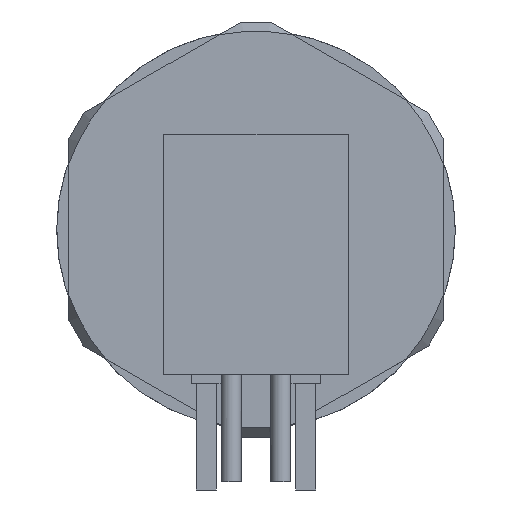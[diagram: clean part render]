
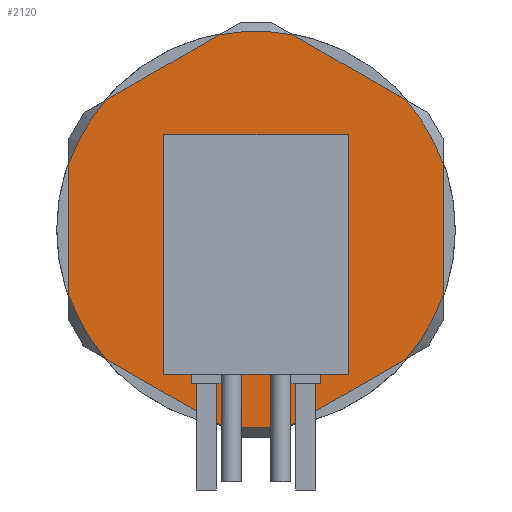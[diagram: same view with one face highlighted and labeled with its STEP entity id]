
A CAD part, front view. The second image highlights one B-rep face of the part: STEP entity #2120.
In plain terms, the highlighted planar face has unit normal (0, -1, 0).
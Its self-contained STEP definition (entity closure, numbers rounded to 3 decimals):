
#31=FACE_BOUND('',#2463,.T.);
#271=(
BOUNDED_CURVE()
B_SPLINE_CURVE(2,(#10422,#10423,#10424),.UNSPECIFIED.,.F.,.F.)
B_SPLINE_CURVE_WITH_KNOTS((3,3),(0.,1.879),.UNSPECIFIED.)
CURVE()
GEOMETRIC_REPRESENTATION_ITEM()
RATIONAL_B_SPLINE_CURVE((1.,0.983,1.))
REPRESENTATION_ITEM('')
);
#272=(
BOUNDED_CURVE()
B_SPLINE_CURVE(2,(#10427,#10428,#10429),.UNSPECIFIED.,.F.,.F.)
B_SPLINE_CURVE_WITH_KNOTS((3,3),(0.,1.879),.UNSPECIFIED.)
CURVE()
GEOMETRIC_REPRESENTATION_ITEM()
RATIONAL_B_SPLINE_CURVE((1.,0.983,1.))
REPRESENTATION_ITEM('')
);
#273=(
BOUNDED_CURVE()
B_SPLINE_CURVE(2,(#10432,#10433,#10434),.UNSPECIFIED.,.F.,.F.)
B_SPLINE_CURVE_WITH_KNOTS((3,3),(0.,1.879),.UNSPECIFIED.)
CURVE()
GEOMETRIC_REPRESENTATION_ITEM()
RATIONAL_B_SPLINE_CURVE((1.,0.983,1.))
REPRESENTATION_ITEM('')
);
#274=(
BOUNDED_CURVE()
B_SPLINE_CURVE(2,(#10437,#10438,#10439),.UNSPECIFIED.,.F.,.F.)
B_SPLINE_CURVE_WITH_KNOTS((3,3),(0.,1.879),.UNSPECIFIED.)
CURVE()
GEOMETRIC_REPRESENTATION_ITEM()
RATIONAL_B_SPLINE_CURVE((1.,0.983,1.))
REPRESENTATION_ITEM('')
);
#275=(
BOUNDED_CURVE()
B_SPLINE_CURVE(2,(#10442,#10443,#10444),.UNSPECIFIED.,.F.,.F.)
B_SPLINE_CURVE_WITH_KNOTS((3,3),(0.,1.879),.UNSPECIFIED.)
CURVE()
GEOMETRIC_REPRESENTATION_ITEM()
RATIONAL_B_SPLINE_CURVE((1.,0.983,1.))
REPRESENTATION_ITEM('')
);
#276=(
BOUNDED_CURVE()
B_SPLINE_CURVE(2,(#10447,#10448,#10449),.UNSPECIFIED.,.F.,.F.)
B_SPLINE_CURVE_WITH_KNOTS((3,3),(0.,1.879),.UNSPECIFIED.)
CURVE()
GEOMETRIC_REPRESENTATION_ITEM()
RATIONAL_B_SPLINE_CURVE((1.,0.983,1.))
REPRESENTATION_ITEM('')
);
#277=(
BOUNDED_CURVE()
B_SPLINE_CURVE(2,(#10452,#10453,#10454,#10455,#10456),.UNSPECIFIED.,.F.,
 .F.)
B_SPLINE_CURVE_WITH_KNOTS((3,2,3),(-7.383,-3.691,
0.),.UNSPECIFIED.)
CURVE()
GEOMETRIC_REPRESENTATION_ITEM()
RATIONAL_B_SPLINE_CURVE((1.,0.707,1.,0.707,1.))
REPRESENTATION_ITEM('')
);
#278=(
BOUNDED_CURVE()
B_SPLINE_CURVE(2,(#10457,#10458,#10459,#10460,#10461),.UNSPECIFIED.,.F.,
 .F.)
B_SPLINE_CURVE_WITH_KNOTS((3,2,3),(-14.765,-11.074,-7.383),
 .UNSPECIFIED.)
CURVE()
GEOMETRIC_REPRESENTATION_ITEM()
RATIONAL_B_SPLINE_CURVE((1.,0.707,1.,0.707,1.))
REPRESENTATION_ITEM('')
);
#2120=ADVANCED_FACE('',(#2283,#31),#5401,.T.);
#2283=FACE_OUTER_BOUND('',#2462,.T.);
#2462=EDGE_LOOP('',(#3242,#3243,#3244,#3245,#3246,#3247,#3248,#3249,#3250,
#3251,#3252,#3253));
#2463=EDGE_LOOP('',(#3254,#3255));
#3242=ORIENTED_EDGE('',*,*,#4023,.F.);
#3243=ORIENTED_EDGE('',*,*,#4024,.F.);
#3244=ORIENTED_EDGE('',*,*,#4025,.F.);
#3245=ORIENTED_EDGE('',*,*,#4026,.F.);
#3246=ORIENTED_EDGE('',*,*,#4027,.F.);
#3247=ORIENTED_EDGE('',*,*,#4028,.F.);
#3248=ORIENTED_EDGE('',*,*,#4029,.F.);
#3249=ORIENTED_EDGE('',*,*,#4030,.F.);
#3250=ORIENTED_EDGE('',*,*,#4031,.F.);
#3251=ORIENTED_EDGE('',*,*,#4032,.F.);
#3252=ORIENTED_EDGE('',*,*,#4033,.F.);
#3253=ORIENTED_EDGE('',*,*,#4022,.F.);
#3254=ORIENTED_EDGE('',*,*,#4034,.F.);
#3255=ORIENTED_EDGE('',*,*,#4035,.F.);
#4022=EDGE_CURVE('',#5282,#5283,#271,.T.);
#4023=EDGE_CURVE('',#5284,#5282,#4562,.T.);
#4024=EDGE_CURVE('',#5285,#5284,#272,.T.);
#4025=EDGE_CURVE('',#5286,#5285,#4563,.T.);
#4026=EDGE_CURVE('',#5287,#5286,#273,.T.);
#4027=EDGE_CURVE('',#5288,#5287,#4564,.T.);
#4028=EDGE_CURVE('',#5289,#5288,#274,.T.);
#4029=EDGE_CURVE('',#5290,#5289,#4565,.T.);
#4030=EDGE_CURVE('',#5291,#5290,#275,.T.);
#4031=EDGE_CURVE('',#5292,#5291,#4566,.T.);
#4032=EDGE_CURVE('',#5293,#5292,#276,.T.);
#4033=EDGE_CURVE('',#5283,#5293,#4567,.T.);
#4034=EDGE_CURVE('',#5294,#5295,#277,.T.);
#4035=EDGE_CURVE('',#5295,#5294,#278,.T.);
#4562=B_SPLINE_CURVE_WITH_KNOTS('',1,(#10425,#10426),.UNSPECIFIED.,.F.,
 .F.,(2,2),(0.,3.345),.UNSPECIFIED.);
#4563=B_SPLINE_CURVE_WITH_KNOTS('',1,(#10430,#10431),.UNSPECIFIED.,.F.,
 .F.,(2,2),(0.,3.345),.UNSPECIFIED.);
#4564=B_SPLINE_CURVE_WITH_KNOTS('',1,(#10435,#10436),.UNSPECIFIED.,.F.,
 .F.,(2,2),(0.,3.345),.UNSPECIFIED.);
#4565=B_SPLINE_CURVE_WITH_KNOTS('',1,(#10440,#10441),.UNSPECIFIED.,.F.,
 .F.,(2,2),(0.,3.345),.UNSPECIFIED.);
#4566=B_SPLINE_CURVE_WITH_KNOTS('',1,(#10445,#10446),.UNSPECIFIED.,.F.,
 .F.,(2,2),(0.,3.345),.UNSPECIFIED.);
#4567=B_SPLINE_CURVE_WITH_KNOTS('',1,(#10450,#10451),.UNSPECIFIED.,.F.,
 .F.,(2,2),(0.,3.345),.UNSPECIFIED.);
#5282=VERTEX_POINT('',#10408);
#5283=VERTEX_POINT('',#10409);
#5284=VERTEX_POINT('',#10410);
#5285=VERTEX_POINT('',#10411);
#5286=VERTEX_POINT('',#10412);
#5287=VERTEX_POINT('',#10413);
#5288=VERTEX_POINT('',#10414);
#5289=VERTEX_POINT('',#10415);
#5290=VERTEX_POINT('',#10416);
#5291=VERTEX_POINT('',#10417);
#5292=VERTEX_POINT('',#10418);
#5293=VERTEX_POINT('',#10419);
#5294=VERTEX_POINT('',#10420);
#5295=VERTEX_POINT('',#10421);
#5401=PLANE('',#5523);
#5523=AXIS2_PLACEMENT_3D('',#10407,#5610,$);
#5610=DIRECTION('',(0.,-1.,0.));
#10407=CARTESIAN_POINT('',(-5.722,1.313,-6.17));
#10408=CARTESIAN_POINT('',(-0.934,1.313,4.963));
#10409=CARTESIAN_POINT('',(0.934,1.313,4.963));
#10410=CARTESIAN_POINT('',(-3.831,1.313,3.29));
#10411=CARTESIAN_POINT('',(-4.765,1.313,1.673));
#10412=CARTESIAN_POINT('',(-4.765,1.313,-1.673));
#10413=CARTESIAN_POINT('',(-3.831,1.313,-3.29));
#10414=CARTESIAN_POINT('',(-0.934,1.313,-4.963));
#10415=CARTESIAN_POINT('',(0.934,1.313,-4.963));
#10416=CARTESIAN_POINT('',(3.831,1.313,-3.29));
#10417=CARTESIAN_POINT('',(4.765,1.313,-1.673));
#10418=CARTESIAN_POINT('',(4.765,1.313,1.673));
#10419=CARTESIAN_POINT('',(3.831,1.313,3.29));
#10420=CARTESIAN_POINT('',(0.,1.313,-2.35));
#10421=CARTESIAN_POINT('',(0.,1.313,2.35));
#10422=CARTESIAN_POINT('',(-0.934,1.313,4.963));
#10423=CARTESIAN_POINT('',(0.,1.313,5.139));
#10424=CARTESIAN_POINT('',(0.934,1.313,4.963));
#10425=CARTESIAN_POINT('',(-3.831,1.313,3.29));
#10426=CARTESIAN_POINT('',(-0.934,1.313,4.963));
#10427=CARTESIAN_POINT('',(-4.765,1.313,1.673));
#10428=CARTESIAN_POINT('',(-4.45,1.313,2.569));
#10429=CARTESIAN_POINT('',(-3.831,1.313,3.29));
#10430=CARTESIAN_POINT('',(-4.765,1.313,-1.673));
#10431=CARTESIAN_POINT('',(-4.765,1.313,1.673));
#10432=CARTESIAN_POINT('',(-3.831,1.313,-3.29));
#10433=CARTESIAN_POINT('',(-4.45,1.313,-2.569));
#10434=CARTESIAN_POINT('',(-4.765,1.313,-1.673));
#10435=CARTESIAN_POINT('',(-0.934,1.313,-4.963));
#10436=CARTESIAN_POINT('',(-3.831,1.313,-3.29));
#10437=CARTESIAN_POINT('',(0.934,1.313,-4.963));
#10438=CARTESIAN_POINT('',(0.,1.313,-5.139));
#10439=CARTESIAN_POINT('',(-0.934,1.313,-4.963));
#10440=CARTESIAN_POINT('',(3.831,1.313,-3.29));
#10441=CARTESIAN_POINT('',(0.934,1.313,-4.963));
#10442=CARTESIAN_POINT('',(4.765,1.313,-1.673));
#10443=CARTESIAN_POINT('',(4.45,1.313,-2.569));
#10444=CARTESIAN_POINT('',(3.831,1.313,-3.29));
#10445=CARTESIAN_POINT('',(4.765,1.313,1.673));
#10446=CARTESIAN_POINT('',(4.765,1.313,-1.673));
#10447=CARTESIAN_POINT('',(3.831,1.313,3.29));
#10448=CARTESIAN_POINT('',(4.45,1.313,2.569));
#10449=CARTESIAN_POINT('',(4.765,1.313,1.673));
#10450=CARTESIAN_POINT('',(0.934,1.313,4.963));
#10451=CARTESIAN_POINT('',(3.831,1.313,3.29));
#10452=CARTESIAN_POINT('',(0.,1.313,-2.35));
#10453=CARTESIAN_POINT('',(2.35,1.313,-2.35));
#10454=CARTESIAN_POINT('',(2.35,1.313,0.));
#10455=CARTESIAN_POINT('',(2.35,1.313,2.35));
#10456=CARTESIAN_POINT('',(0.,1.313,2.35));
#10457=CARTESIAN_POINT('',(0.,1.313,2.35));
#10458=CARTESIAN_POINT('',(-2.35,1.313,2.35));
#10459=CARTESIAN_POINT('',(-2.35,1.313,0.));
#10460=CARTESIAN_POINT('',(-2.35,1.313,-2.35));
#10461=CARTESIAN_POINT('',(0.,1.313,-2.35));
